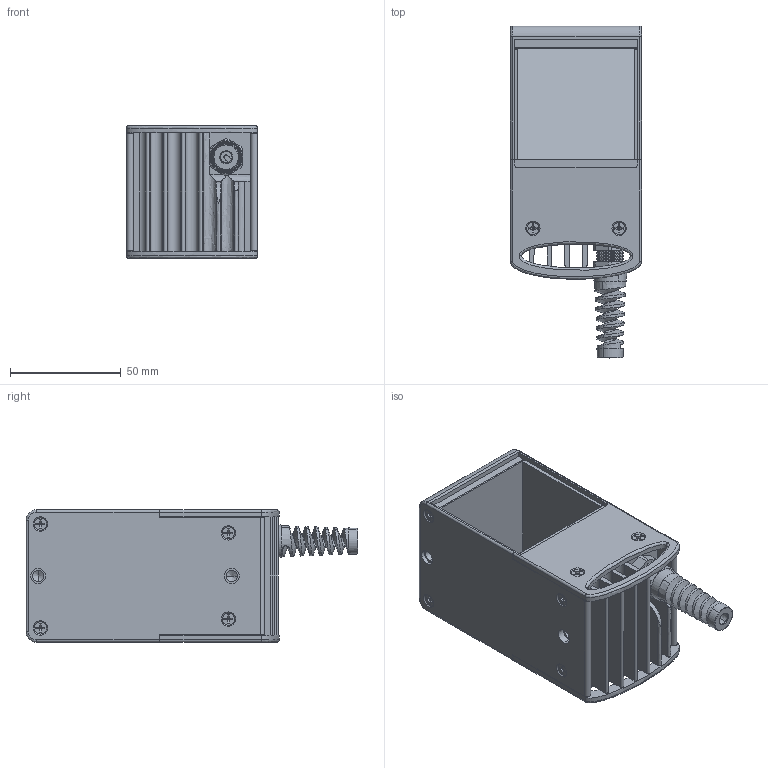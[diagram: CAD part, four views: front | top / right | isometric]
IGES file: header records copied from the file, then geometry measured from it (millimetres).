
Start section:  PTC IGES file: 148996.igs
Global section: file name: 148996.igs; native system: Pro/ENGINEER by Parametric Technology Corporation; preprocessor: 2009141; author: banengservice; organization: Unknown; date: 20090918.124724; units: inch
Bounding box: 59.26 x 150.09 x 59.86 mm (x, y, z)
Volume: 135856.5 mm3; surface area: 78265.8 mm2
Topology: 1 solids, 9 shells, 797 faces, 2184 edges, 1393 vertices
Faces by surface type: bspline 422, revolution 375
